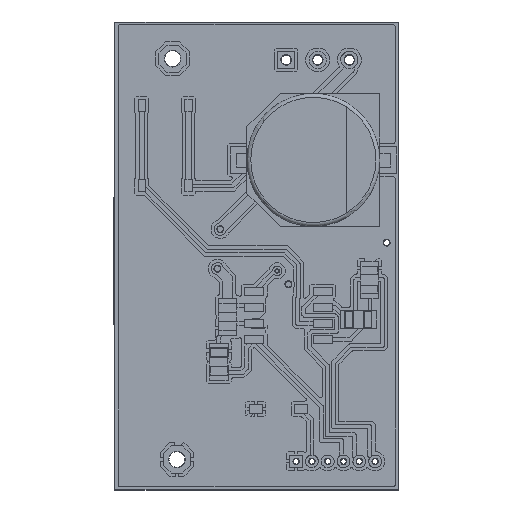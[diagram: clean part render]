
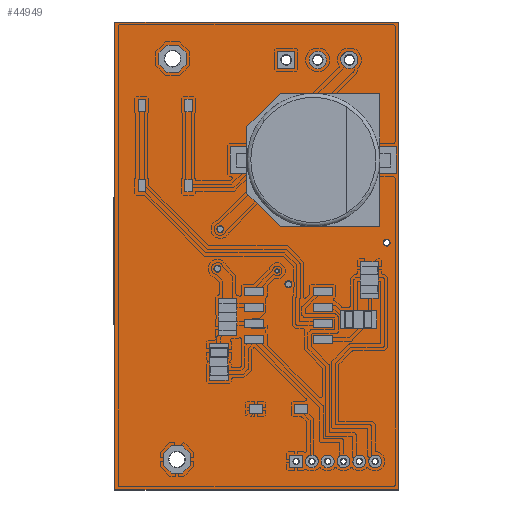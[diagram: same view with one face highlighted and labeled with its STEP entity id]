
A CAD part, top view. The second image highlights one B-rep face of the part: STEP entity #44949.
In plain terms, the highlighted planar face has unit normal (0, 0, 1).
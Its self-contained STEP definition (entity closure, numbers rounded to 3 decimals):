
#729=FACE_BOUND('',#7252,.T.);
#730=FACE_BOUND('',#7253,.T.);
#731=FACE_BOUND('',#7254,.T.);
#732=FACE_BOUND('',#7255,.T.);
#733=FACE_BOUND('',#7256,.T.);
#734=FACE_BOUND('',#7257,.T.);
#735=FACE_BOUND('',#7258,.T.);
#736=FACE_BOUND('',#7259,.T.);
#737=FACE_BOUND('',#7260,.T.);
#738=FACE_BOUND('',#7261,.T.);
#739=FACE_BOUND('',#7262,.T.);
#740=FACE_BOUND('',#7263,.T.);
#741=FACE_BOUND('',#7264,.T.);
#742=FACE_BOUND('',#7265,.T.);
#743=FACE_BOUND('',#7266,.T.);
#744=FACE_BOUND('',#7267,.T.);
#2509=PLANE('',#47987);
#4668=FACE_OUTER_BOUND('',#7251,.T.);
#7251=EDGE_LOOP('',(#40581,#40582,#40583,#40584));
#7252=EDGE_LOOP('',(#40585));
#7253=EDGE_LOOP('',(#40586));
#7254=EDGE_LOOP('',(#40587));
#7255=EDGE_LOOP('',(#40588));
#7256=EDGE_LOOP('',(#40589));
#7257=EDGE_LOOP('',(#40590));
#7258=EDGE_LOOP('',(#40591));
#7259=EDGE_LOOP('',(#40592));
#7260=EDGE_LOOP('',(#40593));
#7261=EDGE_LOOP('',(#40594));
#7262=EDGE_LOOP('',(#40595));
#7263=EDGE_LOOP('',(#40596));
#7264=EDGE_LOOP('',(#40597));
#7265=EDGE_LOOP('',(#40598));
#7266=EDGE_LOOP('',(#40599));
#7267=EDGE_LOOP('',(#40600));
#12530=LINE('',#71308,#18025);
#12533=LINE('',#71314,#18028);
#12536=LINE('',#71320,#18031);
#12539=LINE('',#71324,#18034);
#18025=VECTOR('',#58398,10.);
#18028=VECTOR('',#58403,10.);
#18031=VECTOR('',#58408,10.);
#18034=VECTOR('',#58413,10.);
#19182=CIRCLE('',#47937,0.66);
#19184=CIRCLE('',#47940,0.275);
#19186=CIRCLE('',#47943,0.25);
#19188=CIRCLE('',#47946,0.25);
#19190=CIRCLE('',#47949,0.42);
#19192=CIRCLE('',#47952,0.25);
#19194=CIRCLE('',#47955,0.42);
#19196=CIRCLE('',#47958,0.25);
#19198=CIRCLE('',#47961,0.66);
#19200=CIRCLE('',#47964,0.275);
#19202=CIRCLE('',#47967,0.25);
#19204=CIRCLE('',#47970,0.275);
#19206=CIRCLE('',#47973,0.42);
#19208=CIRCLE('',#47976,0.275);
#19210=CIRCLE('',#47979,0.25);
#19212=CIRCLE('',#47982,0.175);
#23015=VERTEX_POINT('',#71208);
#23017=VERTEX_POINT('',#71214);
#23019=VERTEX_POINT('',#71220);
#23021=VERTEX_POINT('',#71226);
#23023=VERTEX_POINT('',#71232);
#23025=VERTEX_POINT('',#71238);
#23027=VERTEX_POINT('',#71244);
#23029=VERTEX_POINT('',#71250);
#23031=VERTEX_POINT('',#71256);
#23033=VERTEX_POINT('',#71262);
#23035=VERTEX_POINT('',#71268);
#23037=VERTEX_POINT('',#71274);
#23039=VERTEX_POINT('',#71280);
#23041=VERTEX_POINT('',#71286);
#23043=VERTEX_POINT('',#71292);
#23045=VERTEX_POINT('',#71298);
#23048=VERTEX_POINT('',#71305);
#23049=VERTEX_POINT('',#71307);
#23051=VERTEX_POINT('',#71313);
#23053=VERTEX_POINT('',#71319);
#28938=EDGE_CURVE('',#23015,#23015,#19182,.T.);
#28941=EDGE_CURVE('',#23017,#23017,#19184,.T.);
#28944=EDGE_CURVE('',#23019,#23019,#19186,.T.);
#28947=EDGE_CURVE('',#23021,#23021,#19188,.T.);
#28950=EDGE_CURVE('',#23023,#23023,#19190,.T.);
#28953=EDGE_CURVE('',#23025,#23025,#19192,.T.);
#28956=EDGE_CURVE('',#23027,#23027,#19194,.T.);
#28959=EDGE_CURVE('',#23029,#23029,#19196,.T.);
#28962=EDGE_CURVE('',#23031,#23031,#19198,.T.);
#28965=EDGE_CURVE('',#23033,#23033,#19200,.T.);
#28968=EDGE_CURVE('',#23035,#23035,#19202,.T.);
#28971=EDGE_CURVE('',#23037,#23037,#19204,.T.);
#28974=EDGE_CURVE('',#23039,#23039,#19206,.T.);
#28977=EDGE_CURVE('',#23041,#23041,#19208,.T.);
#28980=EDGE_CURVE('',#23043,#23043,#19210,.T.);
#28983=EDGE_CURVE('',#23045,#23045,#19212,.T.);
#28986=EDGE_CURVE('',#23049,#23048,#12530,.T.);
#28989=EDGE_CURVE('',#23051,#23049,#12533,.T.);
#28992=EDGE_CURVE('',#23053,#23051,#12536,.T.);
#28995=EDGE_CURVE('',#23048,#23053,#12539,.T.);
#40581=ORIENTED_EDGE('',*,*,#28995,.T.);
#40582=ORIENTED_EDGE('',*,*,#28992,.T.);
#40583=ORIENTED_EDGE('',*,*,#28989,.T.);
#40584=ORIENTED_EDGE('',*,*,#28986,.T.);
#40585=ORIENTED_EDGE('',*,*,#28938,.T.);
#40586=ORIENTED_EDGE('',*,*,#28941,.T.);
#40587=ORIENTED_EDGE('',*,*,#28944,.T.);
#40588=ORIENTED_EDGE('',*,*,#28947,.T.);
#40589=ORIENTED_EDGE('',*,*,#28950,.T.);
#40590=ORIENTED_EDGE('',*,*,#28953,.T.);
#40591=ORIENTED_EDGE('',*,*,#28956,.T.);
#40592=ORIENTED_EDGE('',*,*,#28959,.T.);
#40593=ORIENTED_EDGE('',*,*,#28962,.T.);
#40594=ORIENTED_EDGE('',*,*,#28965,.T.);
#40595=ORIENTED_EDGE('',*,*,#28968,.T.);
#40596=ORIENTED_EDGE('',*,*,#28971,.T.);
#40597=ORIENTED_EDGE('',*,*,#28974,.T.);
#40598=ORIENTED_EDGE('',*,*,#28977,.T.);
#40599=ORIENTED_EDGE('',*,*,#28980,.T.);
#40600=ORIENTED_EDGE('',*,*,#28983,.T.);
#44949=ADVANCED_FACE('',(#4668,#729,#730,#731,#732,#733,#734,#735,#736,
#737,#738,#739,#740,#741,#742,#743,#744),#2509,.T.);
#47937=AXIS2_PLACEMENT_3D('',#71210,#58287,#58288);
#47940=AXIS2_PLACEMENT_3D('',#71216,#58294,#58295);
#47943=AXIS2_PLACEMENT_3D('',#71222,#58301,#58302);
#47946=AXIS2_PLACEMENT_3D('',#71228,#58308,#58309);
#47949=AXIS2_PLACEMENT_3D('',#71234,#58315,#58316);
#47952=AXIS2_PLACEMENT_3D('',#71240,#58322,#58323);
#47955=AXIS2_PLACEMENT_3D('',#71246,#58329,#58330);
#47958=AXIS2_PLACEMENT_3D('',#71252,#58336,#58337);
#47961=AXIS2_PLACEMENT_3D('',#71258,#58343,#58344);
#47964=AXIS2_PLACEMENT_3D('',#71264,#58350,#58351);
#47967=AXIS2_PLACEMENT_3D('',#71270,#58357,#58358);
#47970=AXIS2_PLACEMENT_3D('',#71276,#58364,#58365);
#47973=AXIS2_PLACEMENT_3D('',#71282,#58371,#58372);
#47976=AXIS2_PLACEMENT_3D('',#71288,#58378,#58379);
#47979=AXIS2_PLACEMENT_3D('',#71294,#58385,#58386);
#47982=AXIS2_PLACEMENT_3D('',#71300,#58392,#58393);
#47987=AXIS2_PLACEMENT_3D('',#71325,#58414,#58415);
#58287=DIRECTION('center_axis',(0.,0.,-1.));
#58288=DIRECTION('ref_axis',(1.,0.,0.));
#58294=DIRECTION('center_axis',(0.,0.,-1.));
#58295=DIRECTION('ref_axis',(1.,0.,0.));
#58301=DIRECTION('center_axis',(0.,0.,-1.));
#58302=DIRECTION('ref_axis',(1.,0.,0.));
#58308=DIRECTION('center_axis',(0.,0.,-1.));
#58309=DIRECTION('ref_axis',(1.,0.,0.));
#58315=DIRECTION('center_axis',(0.,0.,-1.));
#58316=DIRECTION('ref_axis',(1.,0.,0.));
#58322=DIRECTION('center_axis',(0.,0.,-1.));
#58323=DIRECTION('ref_axis',(1.,0.,0.));
#58329=DIRECTION('center_axis',(0.,0.,-1.));
#58330=DIRECTION('ref_axis',(1.,0.,0.));
#58336=DIRECTION('center_axis',(0.,0.,-1.));
#58337=DIRECTION('ref_axis',(1.,0.,0.));
#58343=DIRECTION('center_axis',(0.,0.,-1.));
#58344=DIRECTION('ref_axis',(1.,0.,0.));
#58350=DIRECTION('center_axis',(0.,0.,-1.));
#58351=DIRECTION('ref_axis',(1.,0.,0.));
#58357=DIRECTION('center_axis',(0.,0.,-1.));
#58358=DIRECTION('ref_axis',(1.,0.,0.));
#58364=DIRECTION('center_axis',(0.,0.,-1.));
#58365=DIRECTION('ref_axis',(1.,0.,0.));
#58371=DIRECTION('center_axis',(0.,0.,-1.));
#58372=DIRECTION('ref_axis',(1.,0.,0.));
#58378=DIRECTION('center_axis',(0.,0.,-1.));
#58379=DIRECTION('ref_axis',(1.,0.,0.));
#58385=DIRECTION('center_axis',(0.,0.,-1.));
#58386=DIRECTION('ref_axis',(1.,0.,0.));
#58392=DIRECTION('center_axis',(0.,0.,-1.));
#58393=DIRECTION('ref_axis',(1.,0.,0.));
#58398=DIRECTION('',(-1.,0.,0.));
#58403=DIRECTION('',(0.,1.,0.));
#58408=DIRECTION('',(1.,0.,0.));
#58413=DIRECTION('',(0.,-1.,0.));
#58414=DIRECTION('center_axis',(0.,0.,1.));
#58415=DIRECTION('ref_axis',(1.,0.,0.));
#71208=CARTESIAN_POINT('',(3.899,34.112,0.053));
#71210=CARTESIAN_POINT('Origin',(4.559,34.112,0.053));
#71214=CARTESIAN_POINT('',(13.441,16.281,0.053));
#71216=CARTESIAN_POINT('Origin',(13.716,16.281,0.053));
#71220=CARTESIAN_POINT('',(14.078,2.261,0.053));
#71222=CARTESIAN_POINT('Origin',(14.328,2.261,0.053));
#71226=CARTESIAN_POINT('',(20.328,2.261,0.053));
#71228=CARTESIAN_POINT('Origin',(20.578,2.261,0.053));
#71232=CARTESIAN_POINT('',(13.119,34.015,0.053));
#71234=CARTESIAN_POINT('Origin',(13.539,34.015,0.053));
#71238=CARTESIAN_POINT('',(17.828,2.261,0.053));
#71240=CARTESIAN_POINT('Origin',(18.078,2.261,0.053));
#71244=CARTESIAN_POINT('',(18.119,34.015,0.053));
#71246=CARTESIAN_POINT('Origin',(18.539,34.015,0.053));
#71250=CARTESIAN_POINT('',(19.078,2.261,0.053));
#71252=CARTESIAN_POINT('Origin',(19.328,2.261,0.053));
#71256=CARTESIAN_POINT('',(4.237,2.413,0.053));
#71258=CARTESIAN_POINT('Origin',(4.897,2.413,0.053));
#71262=CARTESIAN_POINT('',(8.056,20.625,0.053));
#71264=CARTESIAN_POINT('Origin',(8.331,20.625,0.053));
#71268=CARTESIAN_POINT('',(15.328,2.261,0.053));
#71270=CARTESIAN_POINT('Origin',(15.578,2.261,0.053));
#71274=CARTESIAN_POINT('',(21.213,19.558,0.053));
#71276=CARTESIAN_POINT('Origin',(21.488,19.558,0.053));
#71280=CARTESIAN_POINT('',(15.619,34.015,0.053));
#71282=CARTESIAN_POINT('Origin',(16.039,34.015,0.053));
#71286=CARTESIAN_POINT('',(7.828,17.501,0.053));
#71288=CARTESIAN_POINT('Origin',(8.103,17.501,0.053));
#71292=CARTESIAN_POINT('',(16.578,2.261,0.053));
#71294=CARTESIAN_POINT('Origin',(16.828,2.261,0.053));
#71298=CARTESIAN_POINT('',(12.652,17.323,0.053));
#71300=CARTESIAN_POINT('Origin',(12.827,17.323,0.053));
#71305=CARTESIAN_POINT('',(0.,37.014,0.053));
#71307=CARTESIAN_POINT('',(22.403,37.014,0.053));
#71308=CARTESIAN_POINT('',(22.403,37.014,0.053));
#71313=CARTESIAN_POINT('',(22.403,0.,0.053));
#71314=CARTESIAN_POINT('',(22.403,0.,0.053));
#71319=CARTESIAN_POINT('',(0.,0.,0.053));
#71320=CARTESIAN_POINT('',(0.,0.,0.053));
#71324=CARTESIAN_POINT('',(0.,37.014,0.053));
#71325=CARTESIAN_POINT('Origin',(11.201,18.507,0.053));
